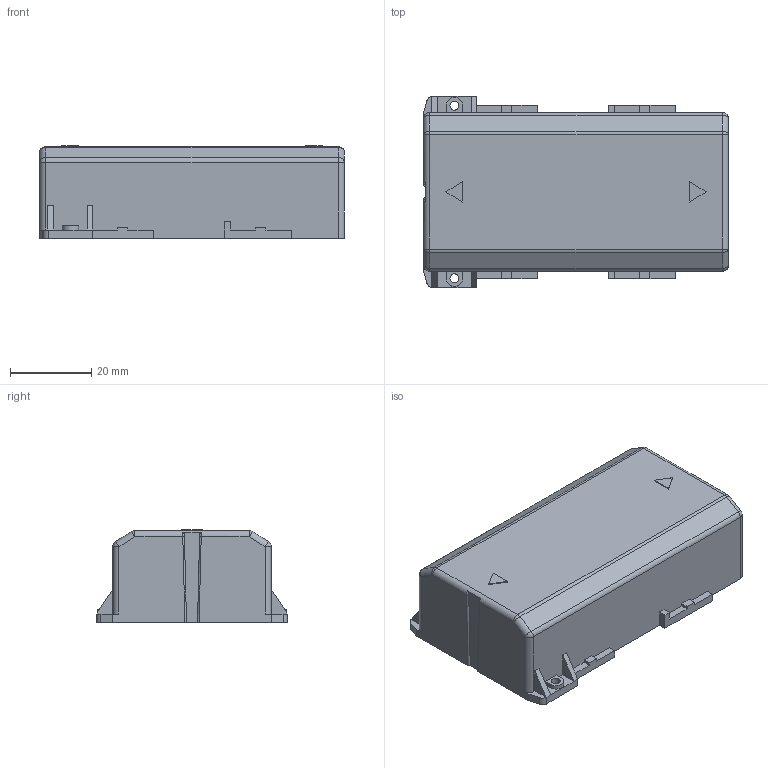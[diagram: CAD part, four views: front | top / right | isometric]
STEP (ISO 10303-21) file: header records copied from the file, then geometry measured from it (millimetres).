
FILE_DESCRIPTION (( 'STEP AP214' ), '1' );
FILE_NAME ('BATTERY.STEP', '2012-11-07T11:20:13', ( 'D.M.S.' ), ( '' ), 'SwSTEP 2.0', 'SolidWorks 2009', '' );
FILE_SCHEMA (( 'AUTOMOTIVE_DESIGN' ));
Length unit declared in the file: millimetre
Products named in the file (1): BATTERY
Bounding box: 75 x 47 x 22.7 mm (x, y, z)
Volume: 12351.5 mm3; surface area: 16189.5 mm2
Topology: 1 solids, 1 shells, 178 faces, 486 edges, 308 vertices
Faces by surface type: plane 138, cylinder 30, sphere 8, bspline 2
Entity records: 5541 total; most frequent: CARTESIAN_POINT 1039, ORIENTED_EDGE 964, DIRECTION 880, EDGE_CURVE 482, LINE 414, VECTOR 414, VERTEX_POINT 308, AXIS2_PLACEMENT_3D 233
